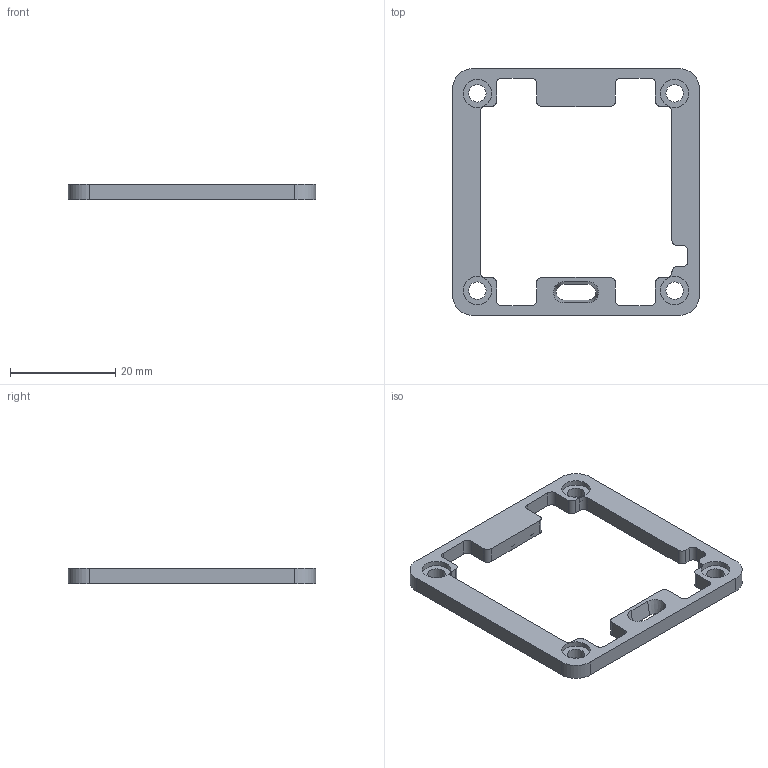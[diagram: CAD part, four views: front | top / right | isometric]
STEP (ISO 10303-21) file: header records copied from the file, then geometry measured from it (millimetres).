
FILE_DESCRIPTION(('FreeCAD Model'),'2;1');
FILE_NAME('top_face2.step', '2020-03-07T15:32:18',('Anool'),('Wyolum'), 'Open CASCADE STEP processor 7.3','FreeCAD','Unknown');
FILE_SCHEMA(('AUTOMOTIVE_DESIGN { 1 0 10303 214 1 1 1 1 }'));
Length unit declared in the file: millimetre
Products named in the file (1): top_face
Bounding box: 47 x 47 x 3 mm (x, y, z)
Volume: 2251.2 mm3; surface area: 2855 mm2
Topology: 1 solids, 1 shells, 82 faces, 222 edges, 148 vertices
Faces by surface type: plane 40, cylinder 40, cone 2
Full cylindrical faces by diameter (mm): 2 x2, 2.6 x2, 3.3 x4, 5.4 x4
Entity records: 2661 total; most frequent: DIRECTION 474, CARTESIAN_POINT 455, ORIENTED_EDGE 444, EDGE_CURVE 222, AXIS2_PLACEMENT_3D 171, VERTEX_POINT 148, LINE 132, VECTOR 132
